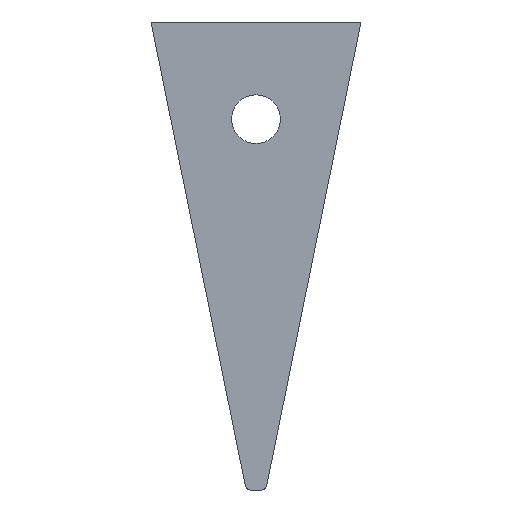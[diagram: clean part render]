
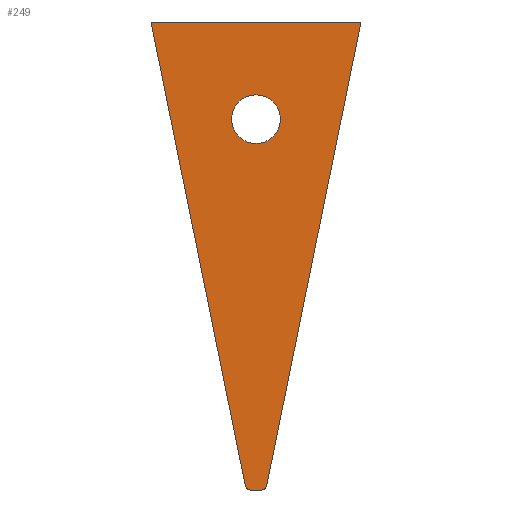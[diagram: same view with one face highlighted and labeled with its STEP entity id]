
A CAD part, front view. The second image highlights one B-rep face of the part: STEP entity #249.
In plain terms, the highlighted planar face has unit normal (0, -1, 0).
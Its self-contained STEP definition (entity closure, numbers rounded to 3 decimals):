
#7 = AXIS2_PLACEMENT_3D ( 'NONE', #586, #583, #225 ) ;
#23 = CARTESIAN_POINT ( 'NONE',  ( 10., 1.6, 77.5 ) ) ;
#24 = CARTESIAN_POINT ( 'NONE',  ( 20.796, 1.6, 85. ) ) ;
#34 = ORIENTED_EDGE ( 'NONE', *, *, #568, .T. ) ;
#50 = ORIENTED_EDGE ( 'NONE', *, *, #585, .F. ) ;
#71 = EDGE_LOOP ( 'NONE', ( #34, #95 ) ) ;
#72 = DIRECTION ( 'NONE',  ( 0., 0., 1. ) ) ;
#85 = VERTEX_POINT ( 'NONE', #491 ) ;
#95 = ORIENTED_EDGE ( 'NONE', *, *, #137, .T. ) ;
#107 = AXIS2_PLACEMENT_3D ( 'NONE', #154, #248, #110 ) ;
#110 = DIRECTION ( 'NONE',  ( 0., 0., 1. ) ) ;
#111 = VERTEX_POINT ( 'NONE', #23 ) ;
#114 = ORIENTED_EDGE ( 'NONE', *, *, #454, .T. ) ;
#119 = EDGE_CURVE ( 'NONE', #355, #165, #588, .T. ) ;
#121 = FACE_BOUND ( 'NONE', #71, .T. ) ;
#126 = VERTEX_POINT ( 'NONE', #598 ) ;
#128 = AXIS2_PLACEMENT_3D ( 'NONE', #314, #503, #72 ) ;
#134 = VERTEX_POINT ( 'NONE', #280 ) ;
#137 = EDGE_CURVE ( 'NONE', #306, #111, #182, .T. ) ;
#140 = ORIENTED_EDGE ( 'NONE', *, *, #119, .F. ) ;
#148 = CARTESIAN_POINT ( 'NONE',  ( 10., 1.6, 72.5 ) ) ;
#154 = CARTESIAN_POINT ( 'NONE',  ( 10.591, 1.6, 37.352 ) ) ;
#165 = VERTEX_POINT ( 'NONE', #601 ) ;
#166 = CARTESIAN_POINT ( 'NONE',  ( 11., 1.6, 36.852 ) ) ;
#170 = CARTESIAN_POINT ( 'NONE',  ( 10., 1.6, 75. ) ) ;
#174 = FACE_OUTER_BOUND ( 'NONE', #494, .T. ) ;
#182 = CIRCLE ( 'NONE', #520, 2.5 ) ;
#183 = LINE ( 'NONE', #24, #388 ) ;
#189 = LINE ( 'NONE', #377, #310 ) ;
#202 = VECTOR ( 'NONE', #524, 1000. ) ;
#203 = AXIS2_PLACEMENT_3D ( 'NONE', #493, #485, #577 ) ;
#218 = ORIENTED_EDGE ( 'NONE', *, *, #387, .F. ) ;
#225 = DIRECTION ( 'NONE',  ( 0., 0., 1. ) ) ;
#237 = CARTESIAN_POINT ( 'NONE',  ( 10.591, 1.6, 36.852 ) ) ;
#248 = DIRECTION ( 'NONE',  ( 0., -1., 0. ) ) ;
#249 = ADVANCED_FACE ( 'NONE', ( #121, #174 ), #320, .F. ) ;
#280 = CARTESIAN_POINT ( 'NONE',  ( 11.081, 1.6, 37.252 ) ) ;
#304 = EDGE_CURVE ( 'NONE', #126, #85, #189, .T. ) ;
#306 = VERTEX_POINT ( 'NONE', #148 ) ;
#310 = VECTOR ( 'NONE', #331, 1000. ) ;
#314 = CARTESIAN_POINT ( 'NONE',  ( 0., 1.6, 0. ) ) ;
#320 = PLANE ( 'NONE',  #128 ) ;
#322 = CIRCLE ( 'NONE', #107, 0.5 ) ;
#331 = DIRECTION ( 'NONE',  ( 1., 0., 0. ) ) ;
#355 = VERTEX_POINT ( 'NONE', #237 ) ;
#363 = DIRECTION ( 'NONE',  ( 0., 0., 1. ) ) ;
#374 = DIRECTION ( 'NONE',  ( 0., 1., 0. ) ) ;
#377 = CARTESIAN_POINT ( 'NONE',  ( -0.796, 1.6, 85. ) ) ;
#385 = LINE ( 'NONE', #612, #202 ) ;
#387 = EDGE_CURVE ( 'NONE', #424, #126, #385, .T. ) ;
#388 = VECTOR ( 'NONE', #408, 1000. ) ;
#408 = DIRECTION ( 'NONE',  ( -0.199, 0., -0.98 ) ) ;
#424 = VERTEX_POINT ( 'NONE', #483 ) ;
#432 = EDGE_CURVE ( 'NONE', #424, #165, #572, .T. ) ;
#454 = EDGE_CURVE ( 'NONE', #355, #134, #322, .T. ) ;
#456 = ORIENTED_EDGE ( 'NONE', *, *, #432, .T. ) ;
#483 = CARTESIAN_POINT ( 'NONE',  ( 8.919, 1.6, 37.252 ) ) ;
#485 = DIRECTION ( 'NONE',  ( 0., -1., 0. ) ) ;
#491 = CARTESIAN_POINT ( 'NONE',  ( 20.796, 1.6, 85. ) ) ;
#493 = CARTESIAN_POINT ( 'NONE',  ( 9.409, 1.6, 37.352 ) ) ;
#494 = EDGE_LOOP ( 'NONE', ( #218, #456, #140, #114, #50, #543 ) ) ;
#503 = DIRECTION ( 'NONE',  ( 0., 1., 0. ) ) ;
#520 = AXIS2_PLACEMENT_3D ( 'NONE', #170, #374, #363 ) ;
#524 = DIRECTION ( 'NONE',  ( -0.199, 0., 0.98 ) ) ;
#536 = VECTOR ( 'NONE', #590, 1000. ) ;
#537 = CIRCLE ( 'NONE', #7, 2.5 ) ;
#543 = ORIENTED_EDGE ( 'NONE', *, *, #304, .F. ) ;
#568 = EDGE_CURVE ( 'NONE', #111, #306, #537, .T. ) ;
#572 = CIRCLE ( 'NONE', #203, 0.5 ) ;
#577 = DIRECTION ( 'NONE',  ( 0., 0., 1. ) ) ;
#583 = DIRECTION ( 'NONE',  ( 0., 1., 0. ) ) ;
#585 = EDGE_CURVE ( 'NONE', #85, #134, #183, .T. ) ;
#586 = CARTESIAN_POINT ( 'NONE',  ( 10., 1.6, 75. ) ) ;
#588 = LINE ( 'NONE', #166, #536 ) ;
#590 = DIRECTION ( 'NONE',  ( -1., 0., 0. ) ) ;
#598 = CARTESIAN_POINT ( 'NONE',  ( -0.796, 1.6, 85. ) ) ;
#601 = CARTESIAN_POINT ( 'NONE',  ( 9.409, 1.6, 36.852 ) ) ;
#612 = CARTESIAN_POINT ( 'NONE',  ( 9., 1.6, 36.852 ) ) ;
